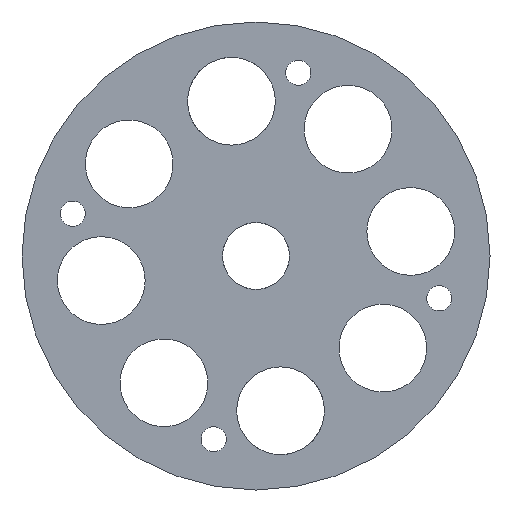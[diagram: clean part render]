
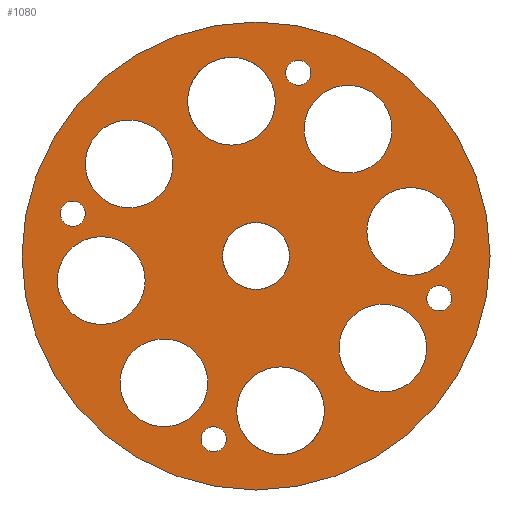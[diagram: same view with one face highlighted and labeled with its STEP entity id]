
A CAD part, front view. The second image highlights one B-rep face of the part: STEP entity #1080.
In plain terms, the highlighted planar face has unit normal (0, -1, 0).
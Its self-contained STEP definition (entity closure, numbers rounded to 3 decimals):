
#76=FACE_BOUND('',#229,.T.);
#77=FACE_BOUND('',#230,.T.);
#78=FACE_BOUND('',#231,.T.);
#79=FACE_BOUND('',#232,.T.);
#80=FACE_BOUND('',#233,.T.);
#81=FACE_BOUND('',#234,.T.);
#82=FACE_BOUND('',#235,.T.);
#83=FACE_BOUND('',#236,.T.);
#84=FACE_BOUND('',#237,.T.);
#85=FACE_BOUND('',#238,.T.);
#86=FACE_BOUND('',#239,.T.);
#87=FACE_BOUND('',#240,.T.);
#88=FACE_BOUND('',#241,.T.);
#107=PLANE('',#1187);
#161=FACE_OUTER_BOUND('',#228,.T.);
#228=EDGE_LOOP('',(#994));
#229=EDGE_LOOP('',(#995));
#230=EDGE_LOOP('',(#996));
#231=EDGE_LOOP('',(#997));
#232=EDGE_LOOP('',(#998));
#233=EDGE_LOOP('',(#999));
#234=EDGE_LOOP('',(#1000));
#235=EDGE_LOOP('',(#1001));
#236=EDGE_LOOP('',(#1002));
#237=EDGE_LOOP('',(#1003));
#238=EDGE_LOOP('',(#1004));
#239=EDGE_LOOP('',(#1005));
#240=EDGE_LOOP('',(#1006));
#241=EDGE_LOOP('',(#1007));
#418=CIRCLE('',#1142,4.);
#425=CIRCLE('',#1159,5.25);
#426=CIRCLE('',#1161,5.25);
#427=CIRCLE('',#1163,5.25);
#428=CIRCLE('',#1165,5.25);
#429=CIRCLE('',#1167,5.25);
#430=CIRCLE('',#1169,5.25);
#431=CIRCLE('',#1171,5.25);
#432=CIRCLE('',#1173,5.25);
#435=CIRCLE('',#1178,28.);
#436=CIRCLE('',#1180,1.5);
#437=CIRCLE('',#1182,1.5);
#438=CIRCLE('',#1184,1.5);
#439=CIRCLE('',#1186,1.5);
#518=VERTEX_POINT('',#1950);
#529=VERTEX_POINT('',#1993);
#530=VERTEX_POINT('',#1997);
#531=VERTEX_POINT('',#2001);
#532=VERTEX_POINT('',#2005);
#533=VERTEX_POINT('',#2009);
#534=VERTEX_POINT('',#2013);
#535=VERTEX_POINT('',#2017);
#536=VERTEX_POINT('',#2021);
#538=VERTEX_POINT('',#2029);
#539=VERTEX_POINT('',#2033);
#540=VERTEX_POINT('',#2037);
#541=VERTEX_POINT('',#2041);
#542=VERTEX_POINT('',#2045);
#648=EDGE_CURVE('',#518,#518,#418,.T.);
#671=EDGE_CURVE('',#529,#529,#425,.T.);
#673=EDGE_CURVE('',#530,#530,#426,.T.);
#675=EDGE_CURVE('',#531,#531,#427,.T.);
#677=EDGE_CURVE('',#532,#532,#428,.T.);
#679=EDGE_CURVE('',#533,#533,#429,.T.);
#681=EDGE_CURVE('',#534,#534,#430,.T.);
#683=EDGE_CURVE('',#535,#535,#431,.T.);
#685=EDGE_CURVE('',#536,#536,#432,.T.);
#689=EDGE_CURVE('',#538,#538,#435,.T.);
#691=EDGE_CURVE('',#539,#539,#436,.T.);
#693=EDGE_CURVE('',#540,#540,#437,.T.);
#695=EDGE_CURVE('',#541,#541,#438,.T.);
#697=EDGE_CURVE('',#542,#542,#439,.T.);
#994=ORIENTED_EDGE('',*,*,#689,.T.);
#995=ORIENTED_EDGE('',*,*,#648,.T.);
#996=ORIENTED_EDGE('',*,*,#671,.T.);
#997=ORIENTED_EDGE('',*,*,#673,.T.);
#998=ORIENTED_EDGE('',*,*,#675,.T.);
#999=ORIENTED_EDGE('',*,*,#677,.T.);
#1000=ORIENTED_EDGE('',*,*,#679,.T.);
#1001=ORIENTED_EDGE('',*,*,#681,.T.);
#1002=ORIENTED_EDGE('',*,*,#683,.T.);
#1003=ORIENTED_EDGE('',*,*,#685,.T.);
#1004=ORIENTED_EDGE('',*,*,#691,.T.);
#1005=ORIENTED_EDGE('',*,*,#693,.T.);
#1006=ORIENTED_EDGE('',*,*,#695,.T.);
#1007=ORIENTED_EDGE('',*,*,#697,.T.);
#1080=ADVANCED_FACE('',(#161,#76,#77,#78,#79,#80,#81,#82,#83,#84,#85,#86,
#87,#88),#107,.F.);
#1142=AXIS2_PLACEMENT_3D('',#1951,#1319,#1320);
#1159=AXIS2_PLACEMENT_3D('',#1995,#1369,#1370);
#1161=AXIS2_PLACEMENT_3D('',#1999,#1374,#1375);
#1163=AXIS2_PLACEMENT_3D('',#2003,#1379,#1380);
#1165=AXIS2_PLACEMENT_3D('',#2007,#1384,#1385);
#1167=AXIS2_PLACEMENT_3D('',#2011,#1389,#1390);
#1169=AXIS2_PLACEMENT_3D('',#2015,#1394,#1395);
#1171=AXIS2_PLACEMENT_3D('',#2019,#1399,#1400);
#1173=AXIS2_PLACEMENT_3D('',#2023,#1404,#1405);
#1178=AXIS2_PLACEMENT_3D('',#2031,#1415,#1416);
#1180=AXIS2_PLACEMENT_3D('',#2035,#1420,#1421);
#1182=AXIS2_PLACEMENT_3D('',#2039,#1425,#1426);
#1184=AXIS2_PLACEMENT_3D('',#2043,#1430,#1431);
#1186=AXIS2_PLACEMENT_3D('',#2047,#1435,#1436);
#1187=AXIS2_PLACEMENT_3D('',#2048,#1437,#1438);
#1319=DIRECTION('center_axis',(0.,1.,0.));
#1320=DIRECTION('ref_axis',(-1.,0.,0.));
#1369=DIRECTION('center_axis',(0.,1.,0.));
#1370=DIRECTION('ref_axis',(-0.707,0.,-0.707));
#1374=DIRECTION('center_axis',(0.,1.,0.));
#1375=DIRECTION('ref_axis',(0.,0.,-1.));
#1379=DIRECTION('center_axis',(0.,1.,0.));
#1380=DIRECTION('ref_axis',(0.707,0.,-0.707));
#1384=DIRECTION('center_axis',(0.,1.,0.));
#1385=DIRECTION('ref_axis',(1.,0.,0.));
#1389=DIRECTION('center_axis',(0.,1.,0.));
#1390=DIRECTION('ref_axis',(0.707,0.,0.707));
#1394=DIRECTION('center_axis',(0.,1.,0.));
#1395=DIRECTION('ref_axis',(0.,0.,1.));
#1399=DIRECTION('center_axis',(0.,1.,0.));
#1400=DIRECTION('ref_axis',(-0.707,0.,0.707));
#1404=DIRECTION('center_axis',(0.,1.,0.));
#1405=DIRECTION('ref_axis',(-1.,0.,0.));
#1415=DIRECTION('center_axis',(0.,-1.,0.));
#1416=DIRECTION('ref_axis',(1.,0.,0.));
#1420=DIRECTION('center_axis',(0.,1.,0.));
#1421=DIRECTION('ref_axis',(-1.,0.,0.));
#1425=DIRECTION('center_axis',(0.,1.,0.));
#1426=DIRECTION('ref_axis',(-1.,0.,0.));
#1430=DIRECTION('center_axis',(0.,1.,0.));
#1431=DIRECTION('ref_axis',(-1.,0.,0.));
#1435=DIRECTION('center_axis',(0.,1.,0.));
#1436=DIRECTION('ref_axis',(-1.,0.,0.));
#1437=DIRECTION('center_axis',(0.,1.,0.));
#1438=DIRECTION('ref_axis',(0.,0.,1.));
#1950=CARTESIAN_POINT('',(4.,0.,0.));
#1951=CARTESIAN_POINT('Origin',(0.,0.,0.));
#1993=CARTESIAN_POINT('',(-7.304,0.,-11.46));
#1995=CARTESIAN_POINT('Origin',(-11.017,0.,-15.172));
#1997=CARTESIAN_POINT('',(2.939,0.,-13.268));
#1999=CARTESIAN_POINT('Origin',(2.939,0.,-18.518));
#2001=CARTESIAN_POINT('',(11.46,0.,-7.304));
#2003=CARTESIAN_POINT('Origin',(15.172,0.,-11.017));
#2005=CARTESIAN_POINT('',(13.268,0.,2.939));
#2007=CARTESIAN_POINT('Origin',(18.518,0.,2.939));
#2009=CARTESIAN_POINT('',(7.304,0.,11.46));
#2011=CARTESIAN_POINT('Origin',(11.017,0.,15.172));
#2013=CARTESIAN_POINT('',(-2.939,0.,13.268));
#2015=CARTESIAN_POINT('Origin',(-2.939,0.,18.518));
#2017=CARTESIAN_POINT('',(-11.46,0.,7.304));
#2019=CARTESIAN_POINT('Origin',(-15.172,0.,11.017));
#2021=CARTESIAN_POINT('',(-13.268,0.,-2.939));
#2023=CARTESIAN_POINT('Origin',(-18.518,0.,-2.939));
#2029=CARTESIAN_POINT('',(-28.,0.,0.));
#2031=CARTESIAN_POINT('Origin',(0.,0.,0.));
#2033=CARTESIAN_POINT('',(6.561,0.,21.923));
#2035=CARTESIAN_POINT('Origin',(5.061,0.,21.923));
#2037=CARTESIAN_POINT('',(-3.561,0.,-21.923));
#2039=CARTESIAN_POINT('Origin',(-5.061,0.,-21.923));
#2041=CARTESIAN_POINT('',(23.423,0.,-5.061));
#2043=CARTESIAN_POINT('Origin',(21.923,0.,-5.061));
#2045=CARTESIAN_POINT('',(-20.423,0.,5.061));
#2047=CARTESIAN_POINT('Origin',(-21.923,0.,5.061));
#2048=CARTESIAN_POINT('Origin',(0.,0.,0.));
